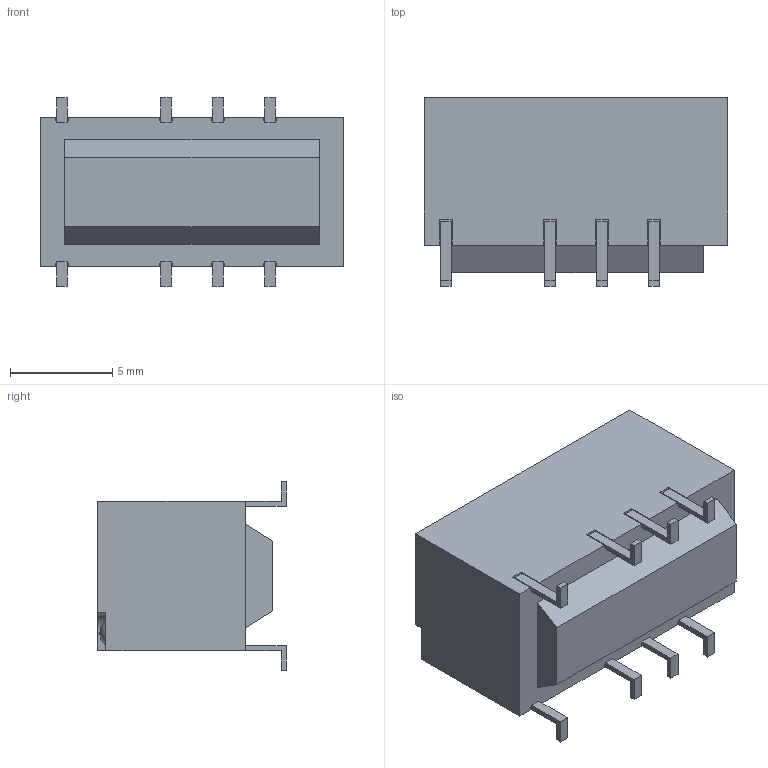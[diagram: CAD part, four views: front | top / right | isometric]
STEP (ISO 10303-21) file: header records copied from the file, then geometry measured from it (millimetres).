
FILE_DESCRIPTION (( 'STEP AP203' ), '1' );
FILE_NAME ('G6S_2F.step', '2015-11-30T07:48:45', ( 'OSMC1.0 ' ), ( ' ' ), 'SwSTEP 2.0', 'SolidWorks 2002025', '' );
FILE_SCHEMA (( 'CONFIG_CONTROL_DESIGN' ));
Length unit declared in the file: millimetre
Products named in the file (1): G6S_2F
Bounding box: 14.8 x 9.2 x 9.2 mm (x, y, z)
Volume: 850.1 mm3; surface area: 607.4 mm2
Topology: 1 solids, 1 shells, 119 faces, 343 edges, 229 vertices
Faces by surface type: plane 113, cylinder 4, sphere 2
Entity records: 3914 total; most frequent: CARTESIAN_POINT 692, ORIENTED_EDGE 686, DIRECTION 595, EDGE_CURVE 343, LINE 331, VECTOR 331, VERTEX_POINT 229, AXIS2_PLACEMENT_3D 132
